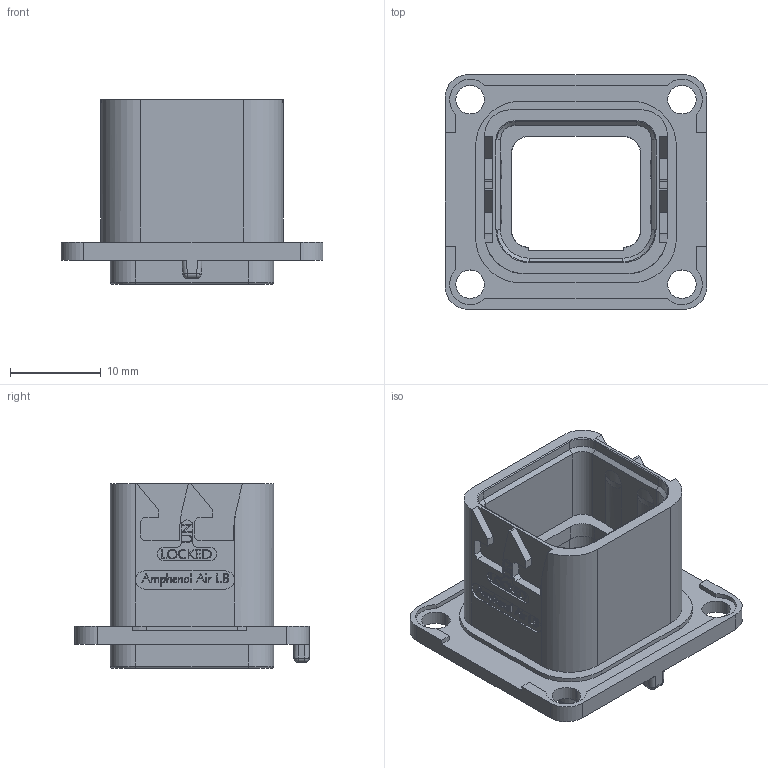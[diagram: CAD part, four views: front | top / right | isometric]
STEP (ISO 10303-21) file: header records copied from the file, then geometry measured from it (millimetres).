
FILE_DESCRIPTION((''),'2;1');
FILE_NAME('SIM2B25O000','2019-09-18T',('presta_be4'),(''),'PRO/ENGINEER BY PARAMETRIC TECHNOLOGY CORPORATION, 2014310','PRO/ENGINEER BY PARAMETRIC TECHNOLOGY CORPORATION, 2014310','');
FILE_SCHEMA(('CONFIG_CONTROL_DESIGN'));
Length unit declared in the file: millimetre
Products named in the file (1): SIM2B25O000
Bounding box: 28.8 x 25.8 x 20.33 mm (x, y, z)
Volume: 3182.8 mm3; surface area: 3880.4 mm2
Topology: 1 solids, 1 shells, 1090 faces, 2994 edges, 1968 vertices
Faces by surface type: extrusion 514, plane 454, cylinder 86, sphere 12, torus 12, cone 8, bspline 4
Entity records: 36219 total; most frequent: CARTESIAN_POINT 10427, ORIENTED_EDGE 5972, DIRECTION 3784, EDGE_CURVE 2986, VECTOR 2248, VERTEX_POINT 1968, LINE 1734, B_SPLINE_CURVE_WITH_KNOTS 1570
